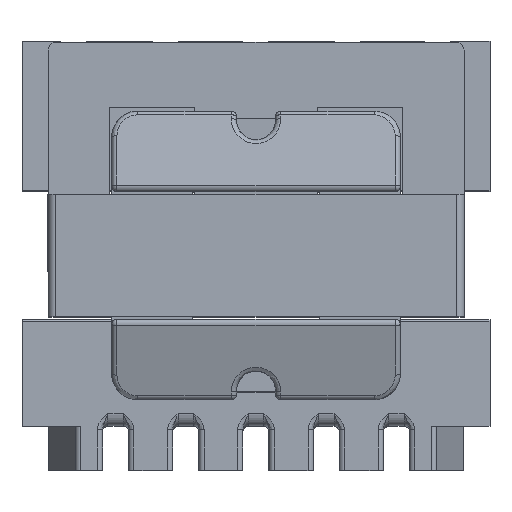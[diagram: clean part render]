
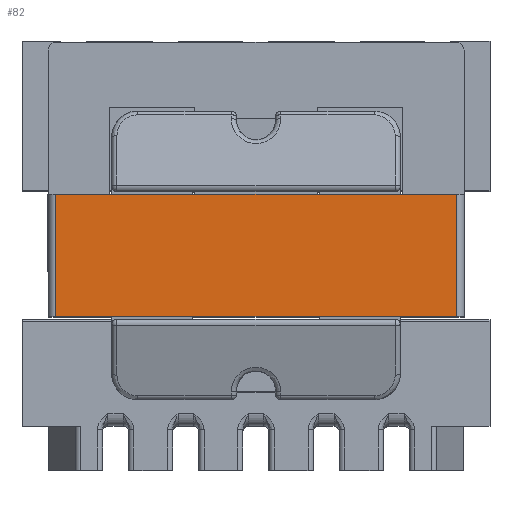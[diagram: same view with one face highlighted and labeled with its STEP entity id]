
A CAD part, top view. The second image highlights one B-rep face of the part: STEP entity #82.
In plain terms, the highlighted face is planar.
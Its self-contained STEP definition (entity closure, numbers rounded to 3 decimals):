
#82 = ADVANCED_FACE( '', ( #151 ), #152, .T. );
#151 = FACE_OUTER_BOUND( '', #217, .T. );
#152 = PLANE( '', #218 );
#217 = EDGE_LOOP( '', ( #661, #662, #663, #664 ) );
#218 = AXIS2_PLACEMENT_3D( '', #665, #666, #667 );
#661 = ORIENTED_EDGE( '', *, *, #1381, .F. );
#662 = ORIENTED_EDGE( '', *, *, #1404, .T. );
#663 = ORIENTED_EDGE( '', *, *, #1408, .T. );
#664 = ORIENTED_EDGE( '', *, *, #1392, .T. );
#665 = CARTESIAN_POINT( '', ( -8., 8.2, 2.35 ) );
#666 = DIRECTION( '', ( 0., 1., 0. ) );
#667 = DIRECTION( '', ( -1., 0., 0. ) );
#1381 = EDGE_CURVE( '', #2756, #2758, #2759, .T. );
#1392 = EDGE_CURVE( '', #2773, #2758, #2776, .T. );
#1404 = EDGE_CURVE( '', #2756, #2790, #2792, .F. );
#1408 = EDGE_CURVE( '', #2790, #2773, #2796, .T. );
#2756 = VERTEX_POINT( '', #5254 );
#2758 = VERTEX_POINT( '', #5256 );
#2759 = LINE( '', #5257, #5258 );
#2773 = VERTEX_POINT( '', #5278 );
#2776 = LINE( '', #5282, #5283 );
#2790 = VERTEX_POINT( '', #5303 );
#2792 = LINE( '', #5305, #5306 );
#2796 = LINE( '', #5311, #5312 );
#5254 = CARTESIAN_POINT( '', ( -7.7, 8.2, -2.35 ) );
#5256 = CARTESIAN_POINT( '', ( 7.7, 8.2, -2.35 ) );
#5257 = CARTESIAN_POINT( '', ( -8., 8.2, -2.35 ) );
#5258 = VECTOR( '', #6103, 1000. );
#5278 = CARTESIAN_POINT( '', ( 7.7, 8.2, 2.35 ) );
#5282 = CARTESIAN_POINT( '', ( 7.7, 8.2, 2.35 ) );
#5283 = VECTOR( '', #6117, 1000. );
#5303 = CARTESIAN_POINT( '', ( -7.7, 8.2, 2.35 ) );
#5305 = CARTESIAN_POINT( '', ( -7.7, 8.2, 2.35 ) );
#5306 = VECTOR( '', #6127, 1000. );
#5311 = CARTESIAN_POINT( '', ( -8., 8.2, 2.35 ) );
#5312 = VECTOR( '', #6129, 1000. );
#6103 = DIRECTION( '', ( 1., 0., 0. ) );
#6117 = DIRECTION( '', ( 0., 0., -1. ) );
#6127 = DIRECTION( '', ( 0., 0., -1. ) );
#6129 = DIRECTION( '', ( 1., 0., 0. ) );
